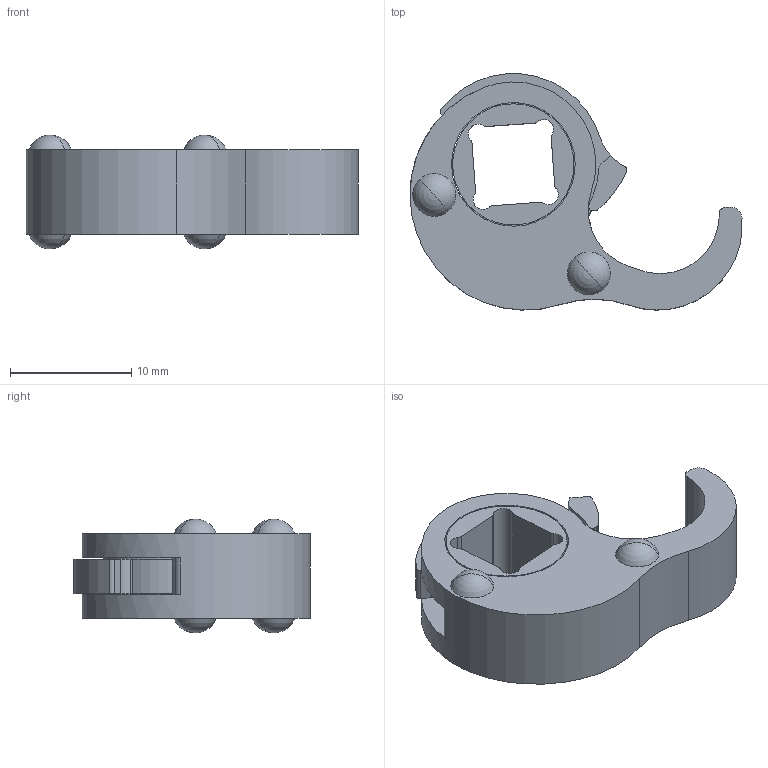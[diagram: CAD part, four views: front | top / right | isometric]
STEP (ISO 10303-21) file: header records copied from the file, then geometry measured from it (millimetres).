
FILE_DESCRIPTION(('CATIA V5 STEP Exchange','CAx-IF Rec.Pracs.--- Model Styling and Organization---1.4--- 2014-01-23'),'2;1');
FILE_NAME ('025876-3_0_1900110000_1900110000.stp','2020-07-16T05:54:26+00:00',('none'),('Weidmueller'),'CATIA Version 5-6 Release 2016 SP3 HF44','CATIA V5 STEP AP214','none');
FILE_SCHEMA(('AUTOMOTIVE_DESIGN { 1 0 10303 214 1 1 1 1 }'));
Length unit declared in the file: millimetre
Products named in the file (1): 1900110000
Bounding box: 27.39 x 19.5 x 9.4 mm (x, y, z)
Volume: 1590.5 mm3; surface area: 2291.2 mm2
Topology: 4 solids, 4 shells, 112 faces, 314 edges, 204 vertices
Faces by surface type: cylinder 67, plane 37, sphere 8
Entity records: 3409 total; most frequent: ORIENTED_EDGE 612, CARTESIAN_POINT 601, DIRECTION 486, EDGE_CURVE 306, AXIS2_PLACEMENT_3D 257, VERTEX_POINT 204, CIRCLE 166, VECTOR 140
